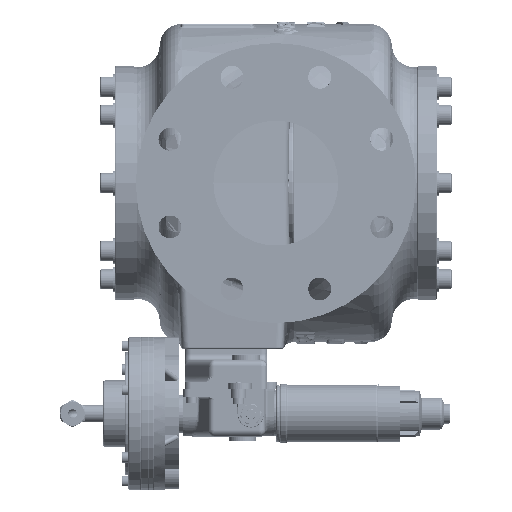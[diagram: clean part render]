
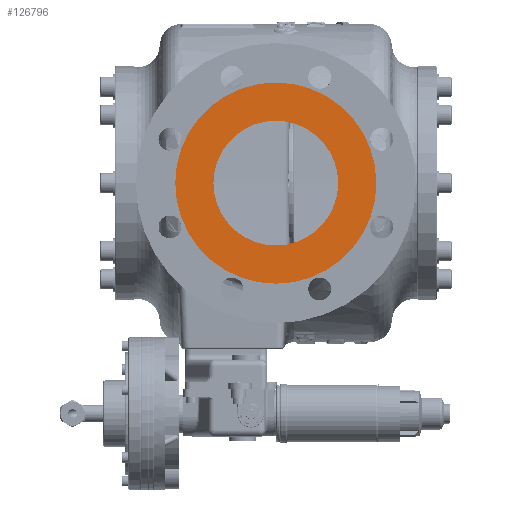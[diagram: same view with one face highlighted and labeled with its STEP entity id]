
A CAD part, left-side view. The second image highlights one B-rep face of the part: STEP entity #126796.
In plain terms, the highlighted planar face has unit normal (-1, 0, 0).
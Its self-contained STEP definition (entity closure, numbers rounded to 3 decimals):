
#2503 = VERTEX_POINT ( 'NONE', #58345 ) ;
#4285 = VERTEX_POINT ( 'NONE', #78126 ) ;
#6272 = EDGE_LOOP ( 'NONE', ( #138473, #119375 ) ) ;
#11813 = EDGE_CURVE ( 'NONE', #69201, #2503, #107044, .T. ) ;
#13820 = EDGE_CURVE ( 'NONE', #2503, #69201, #131504, .T. ) ;
#16982 = CARTESIAN_POINT ( 'NONE',  ( 3124., -111., 0. ) ) ;
#26960 = DIRECTION ( 'NONE',  ( -1., 0., 0. ) ) ;
#28295 = CARTESIAN_POINT ( 'NONE',  ( 3124., -111., 0. ) ) ;
#28773 = VERTEX_POINT ( 'NONE', #31416 ) ;
#31416 = CARTESIAN_POINT ( 'NONE',  ( 3124., -111., -48.99 ) ) ;
#31886 = AXIS2_PLACEMENT_3D ( 'NONE', #16982, #75866, #41178 ) ;
#32353 = DIRECTION ( 'NONE',  ( 0., 0., 1. ) ) ;
#35681 = CIRCLE ( 'NONE', #130057, 48.99 ) ;
#36956 = AXIS2_PLACEMENT_3D ( 'NONE', #122989, #110105, #32353 ) ;
#39584 = EDGE_CURVE ( 'NONE', #28773, #4285, #35681, .T. ) ;
#41178 = DIRECTION ( 'NONE',  ( 0., 0., 1. ) ) ;
#47650 = EDGE_LOOP ( 'NONE', ( #126889, #97493 ) ) ;
#51273 = FACE_OUTER_BOUND ( 'NONE', #47650, .T. ) ;
#52146 = PLANE ( 'NONE',  #121222 ) ;
#53121 = CARTESIAN_POINT ( 'NONE',  ( 3124., -111., 0. ) ) ;
#54314 = CARTESIAN_POINT ( 'NONE',  ( 3124., -111., 79. ) ) ;
#55158 = CIRCLE ( 'NONE', #31886, 48.99 ) ;
#58345 = CARTESIAN_POINT ( 'NONE',  ( 3124., -111., -79. ) ) ;
#59121 = EDGE_CURVE ( 'NONE', #4285, #28773, #55158, .T. ) ;
#61938 = FACE_BOUND ( 'NONE', #6272, .T. ) ;
#69201 = VERTEX_POINT ( 'NONE', #54314 ) ;
#74935 = DIRECTION ( 'NONE',  ( 0., 0., 1. ) ) ;
#75866 = DIRECTION ( 'NONE',  ( -1., 0., 0. ) ) ;
#78126 = CARTESIAN_POINT ( 'NONE',  ( 3124., -111., 48.99 ) ) ;
#94801 = CARTESIAN_POINT ( 'NONE',  ( 3124., -111., 0. ) ) ;
#96254 = DIRECTION ( 'NONE',  ( 0., 0., 1. ) ) ;
#97493 = ORIENTED_EDGE ( 'NONE', *, *, #13820, .T. ) ;
#106572 = DIRECTION ( 'NONE',  ( -1., 0., 0. ) ) ;
#107044 = CIRCLE ( 'NONE', #107085, 79. ) ;
#107085 = AXIS2_PLACEMENT_3D ( 'NONE', #28295, #106572, #107562 ) ;
#107562 = DIRECTION ( 'NONE',  ( 0., 0., 1. ) ) ;
#110105 = DIRECTION ( 'NONE',  ( -1., 0., 0. ) ) ;
#119375 = ORIENTED_EDGE ( 'NONE', *, *, #59121, .F. ) ;
#119533 = DIRECTION ( 'NONE',  ( -1., 0., 0. ) ) ;
#121222 = AXIS2_PLACEMENT_3D ( 'NONE', #53121, #119533, #74935 ) ;
#122989 = CARTESIAN_POINT ( 'NONE',  ( 3124., -111., 0. ) ) ;
#126796 = ADVANCED_FACE ( 'NONE', ( #61938, #51273 ), #52146, .T. ) ;
#126889 = ORIENTED_EDGE ( 'NONE', *, *, #11813, .T. ) ;
#130057 = AXIS2_PLACEMENT_3D ( 'NONE', #94801, #26960, #96254 ) ;
#131504 = CIRCLE ( 'NONE', #36956, 79. ) ;
#138473 = ORIENTED_EDGE ( 'NONE', *, *, #39584, .F. ) ;
